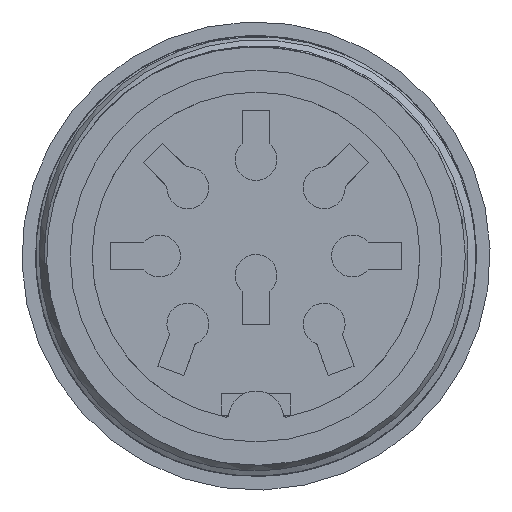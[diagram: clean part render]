
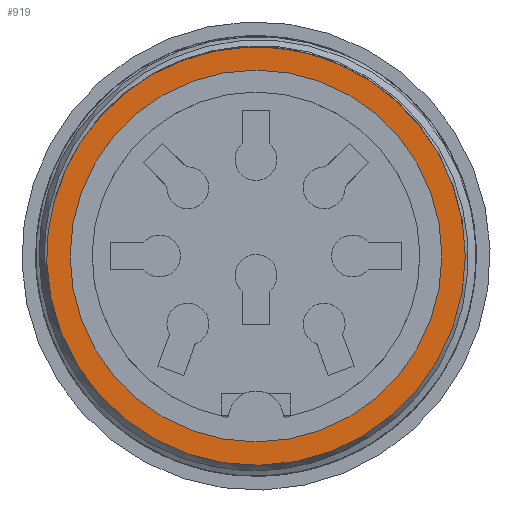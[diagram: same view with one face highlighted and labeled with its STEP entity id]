
A CAD part, front view. The second image highlights one B-rep face of the part: STEP entity #919.
In plain terms, the highlighted planar face has unit normal (0, -1, 0).
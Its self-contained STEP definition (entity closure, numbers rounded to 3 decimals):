
#919=ADVANCED_FACE('',(#1087,#1088),#1008,.T.);
#1008=PLANE('',#2235);
#1087=FACE_BOUND('',#1151,.T.);
#1088=FACE_BOUND('',#1152,.T.);
#1151=EDGE_LOOP('',(#1304));
#1152=EDGE_LOOP('',(#1305,#1306));
#1304=ORIENTED_EDGE('',*,*,#1905,.T.);
#1305=ORIENTED_EDGE('',*,*,#1906,.F.);
#1306=ORIENTED_EDGE('',*,*,#1907,.F.);
#1735=VERTEX_POINT('',#3021);
#1736=VERTEX_POINT('',#3023);
#1737=VERTEX_POINT('',#3024);
#1905=EDGE_CURVE('',#1735,#1735,#2128,.T.);
#1906=EDGE_CURVE('',#1736,#1737,#2129,.T.);
#1907=EDGE_CURVE('',#1737,#1736,#2130,.T.);
#2128=CIRCLE('',#2232,6.75);
#2129=CIRCLE('',#2233,7.6);
#2130=CIRCLE('',#2234,7.6);
#2232=AXIS2_PLACEMENT_3D('',#3020,#2454,#2455);
#2233=AXIS2_PLACEMENT_3D('',#3022,#2456,#2457);
#2234=AXIS2_PLACEMENT_3D('',#3025,#2458,#2459);
#2235=AXIS2_PLACEMENT_3D('',#3026,#2460,#2461);
#2454=DIRECTION('',(0.,1.,0.));
#2455=DIRECTION('',(0.,0.,-1.));
#2456=DIRECTION('',(0.,1.,0.));
#2457=DIRECTION('',(-0.999,0.,-0.033));
#2458=DIRECTION('',(0.,1.,0.));
#2459=DIRECTION('',(-0.999,0.,-0.033));
#2460=DIRECTION('',(0.,-1.,0.));
#2461=DIRECTION('',(-0.033,0.,0.999));
#3020=CARTESIAN_POINT('',(0.,5.,0.));
#3021=CARTESIAN_POINT('',(0.,5.,-6.75));
#3022=CARTESIAN_POINT('',(0.,5.,0.));
#3023=CARTESIAN_POINT('',(-7.596,5.,-0.254));
#3024=CARTESIAN_POINT('',(-5.68,5.,5.049));
#3025=CARTESIAN_POINT('',(0.,5.,0.));
#3026=CARTESIAN_POINT('',(8.634,5.,-8.076));
